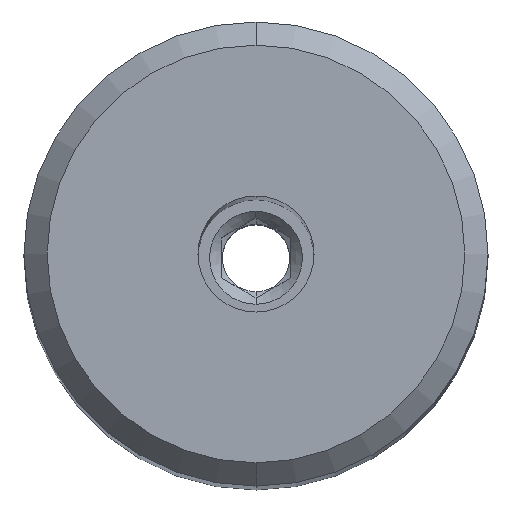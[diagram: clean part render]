
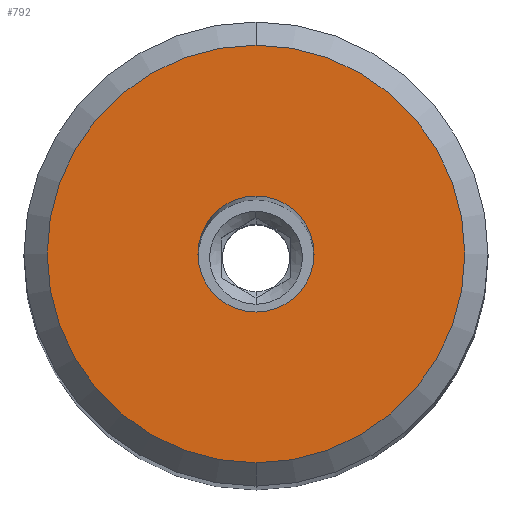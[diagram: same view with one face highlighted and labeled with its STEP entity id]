
A CAD part, top view. The second image highlights one B-rep face of the part: STEP entity #792.
In plain terms, the highlighted planar face has unit normal (0, 0, 1).
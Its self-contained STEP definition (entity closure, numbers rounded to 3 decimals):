
#231=CARTESIAN_POINT('',(0,0,57));
#232=DIRECTION('',(0,0,-1));
#233=DIRECTION('',(0,1,0));
#234=AXIS2_PLACEMENT_3D('',#231,#232,#233);
#254=CARTESIAN_POINT('',(0,0,57));
#255=DIRECTION('',(0,0,1));
#256=DIRECTION('',(0,1,0));
#257=AXIS2_PLACEMENT_3D('',#254,#255,#256);
#259=CARTESIAN_POINT('',(0,0,57));
#260=DIRECTION('',(0,0,1));
#261=DIRECTION('',(0,1,0));
#262=AXIS2_PLACEMENT_3D('',#259,#260,#261);
#264=CARTESIAN_POINT('',(0,0,57));
#265=DIRECTION('',(0,0,1));
#266=DIRECTION('',(0,-1,0));
#267=AXIS2_PLACEMENT_3D('',#264,#265,#266);
#399=CARTESIAN_POINT('',(0,2.5,57));
#400=CARTESIAN_POINT('',(0,-2.5,57));
#401=VERTEX_POINT('',#399);
#402=VERTEX_POINT('',#400);
#411=CARTESIAN_POINT('',(0,9,57));
#412=CARTESIAN_POINT('',(0,-9,57));
#413=VERTEX_POINT('',#411);
#414=VERTEX_POINT('',#412);
#777=CARTESIAN_POINT('',(0,0,57));
#778=DIRECTION('',(0,0,-1));
#779=DIRECTION('',(0,-1,0));
#780=AXIS2_PLACEMENT_3D('',#777,#778,#779);
#781=PLANE('',#780);
#783=ORIENTED_EDGE('',*,*,#782,.F.);
#785=ORIENTED_EDGE('',*,*,#784,.F.);
#786=EDGE_LOOP('',(#783,#785));
#787=FACE_OUTER_BOUND('',#786,.F.);
#788=ORIENTED_EDGE('',*,*,#756,.F.);
#789=ORIENTED_EDGE('',*,*,#772,.T.);
#790=EDGE_LOOP('',(#788,#789));
#791=FACE_BOUND('',#790,.F.);
#792=ADVANCED_FACE('',(#787,#791),#781,.F.);
#235=CIRCLE('',#234,2.5);
#258=CIRCLE('',#257,2.5);
#263=CIRCLE('',#262,9);
#268=CIRCLE('',#267,9);
#756=EDGE_CURVE('',#401,#402,#235,.T.);
#772=EDGE_CURVE('',#401,#402,#258,.T.);
#782=EDGE_CURVE('',#413,#414,#263,.T.);
#784=EDGE_CURVE('',#414,#413,#268,.T.);
